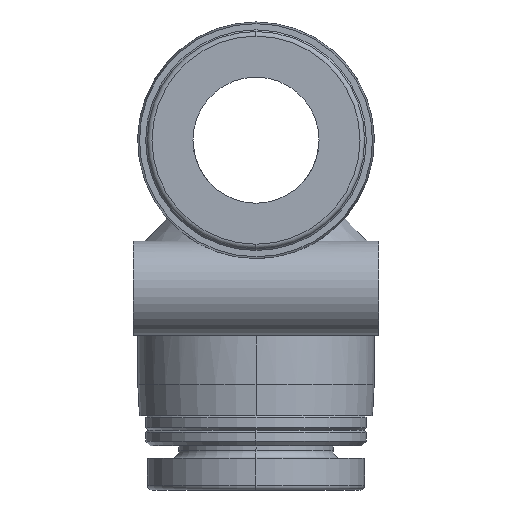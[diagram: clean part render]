
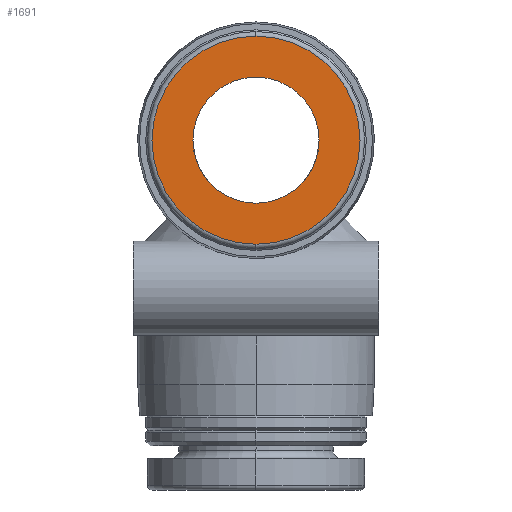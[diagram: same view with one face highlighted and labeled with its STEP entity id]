
A CAD part, left-side view. The second image highlights one B-rep face of the part: STEP entity #1691.
In plain terms, the highlighted planar face has unit normal (-1, 0, 0).
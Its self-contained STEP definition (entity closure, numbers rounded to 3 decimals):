
#80=FACE_BOUND('',#313,.T.);
#97=PLANE('',#1939);
#200=FACE_OUTER_BOUND('',#312,.T.);
#312=EDGE_LOOP('',(#1467,#1468));
#313=EDGE_LOOP('',(#1469,#1470));
#356=CIRCLE('',#1716,4.);
#375=CIRCLE('',#1755,4.);
#418=CIRCLE('',#1821,6.6);
#422=CIRCLE('',#1826,6.6);
#663=VERTEX_POINT('',#2578);
#664=VERTEX_POINT('',#2580);
#736=VERTEX_POINT('',#3036);
#737=VERTEX_POINT('',#3038);
#822=EDGE_CURVE('',#663,#664,#356,.T.);
#872=EDGE_CURVE('',#664,#663,#375,.T.);
#931=EDGE_CURVE('',#737,#736,#418,.T.);
#935=EDGE_CURVE('',#736,#737,#422,.T.);
#1467=ORIENTED_EDGE('',*,*,#931,.T.);
#1468=ORIENTED_EDGE('',*,*,#935,.T.);
#1469=ORIENTED_EDGE('',*,*,#822,.F.);
#1470=ORIENTED_EDGE('',*,*,#872,.F.);
#1691=ADVANCED_FACE('',(#200,#80),#97,.T.);
#1716=AXIS2_PLACEMENT_3D('',#2581,#1981,#1982);
#1755=AXIS2_PLACEMENT_3D('',#2920,#2074,#2075);
#1821=AXIS2_PLACEMENT_3D('',#3039,#2222,#2223);
#1826=AXIS2_PLACEMENT_3D('',#3045,#2232,#2233);
#1939=AXIS2_PLACEMENT_3D('',#3256,#2496,#2497);
#1981=DIRECTION('center_axis',(-1.,0.,0.));
#1982=DIRECTION('ref_axis',(0.,0.,1.));
#2074=DIRECTION('center_axis',(-1.,0.,0.));
#2075=DIRECTION('ref_axis',(0.,0.,-1.));
#2222=DIRECTION('center_axis',(-1.,0.,0.));
#2223=DIRECTION('ref_axis',(0.,0.,-1.));
#2232=DIRECTION('center_axis',(-1.,0.,0.));
#2233=DIRECTION('ref_axis',(0.,0.,1.));
#2496=DIRECTION('center_axis',(-1.,0.,0.));
#2497=DIRECTION('ref_axis',(0.,-1.,0.));
#2578=CARTESIAN_POINT('',(-22.2,0.,26.2));
#2580=CARTESIAN_POINT('',(-22.2,0.,18.2));
#2581=CARTESIAN_POINT('Origin',(-22.2,0.,22.2));
#2920=CARTESIAN_POINT('Origin',(-22.2,0.,22.2));
#3036=CARTESIAN_POINT('',(-22.2,0.,28.8));
#3038=CARTESIAN_POINT('',(-22.2,0.,15.6));
#3039=CARTESIAN_POINT('Origin',(-22.2,0.,22.2));
#3045=CARTESIAN_POINT('Origin',(-22.2,0.,22.2));
#3256=CARTESIAN_POINT('Origin',(-22.2,7.1,15.1));
